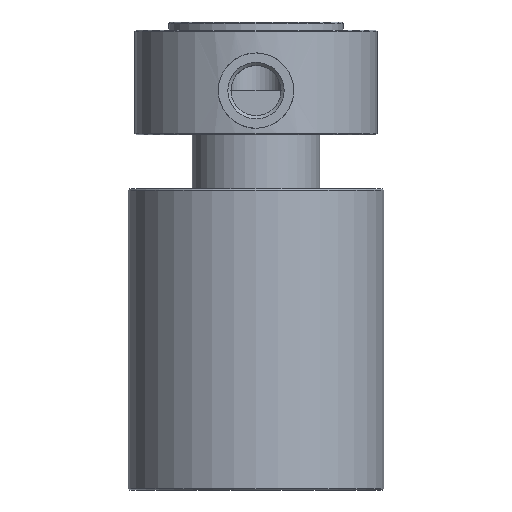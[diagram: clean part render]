
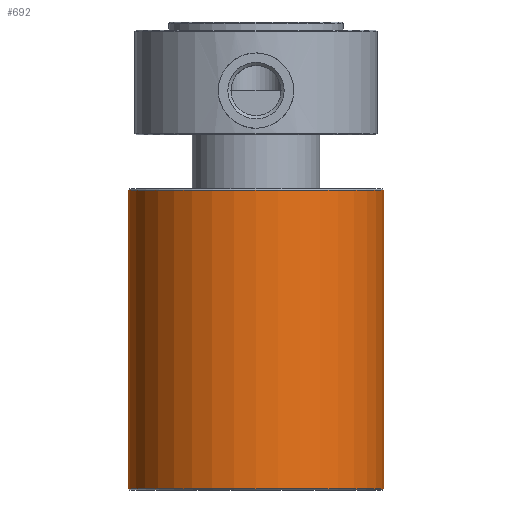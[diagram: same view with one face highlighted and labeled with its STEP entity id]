
A CAD part, left-side view. The second image highlights one B-rep face of the part: STEP entity #692.
In plain terms, the highlighted cylindrical face has radius 47.5 mm (diameter 95 mm), a full revolution.
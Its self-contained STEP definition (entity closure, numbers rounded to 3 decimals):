
#75=B_SPLINE_CURVE_WITH_KNOTS('',3,(#1212,#1213,#1214,#1215,#1216,#1217,
#1218,#1219,#1220,#1221,#1222,#1223,#1224,#1225,#1226,#1227,#1228,#1229,
#1230),.UNSPECIFIED.,.T.,.F.,(1,1,1,1,1,1,1,1,1,1,1,1,1,1,1,1,1,1,1,1,1,
1,1),(-0.017,-0.011,-0.006,0.,0.006,
0.011,0.017,0.022,0.028,
0.033,0.039,0.044,0.05,
0.055,0.061,0.066,0.072,
0.077,0.083,0.088,0.094,
0.099,0.105),.UNSPECIFIED.);
#76=B_SPLINE_CURVE_WITH_KNOTS('',3,(#1232,#1233,#1234,#1235,#1236,#1237,
#1238,#1239,#1240,#1241,#1242,#1243,#1244,#1245,#1246,#1247,#1248,#1249,
#1250),.UNSPECIFIED.,.T.,.F.,(1,1,1,1,1,1,1,1,1,1,1,1,1,1,1,1,1,1,1,1,1,
1,1),(-0.017,-0.011,-0.006,0.,0.006,
0.011,0.017,0.022,0.028,
0.033,0.039,0.044,0.05,
0.055,0.061,0.066,0.072,
0.077,0.083,0.088,0.094,
0.099,0.105),.UNSPECIFIED.);
#91=ORIENTED_EDGE('',*,*,#223,.F.);
#92=ORIENTED_EDGE('',*,*,#224,.T.);
#93=ORIENTED_EDGE('',*,*,#225,.F.);
#94=ORIENTED_EDGE('',*,*,#226,.F.);
#223=EDGE_CURVE('',#288,#288,#353,.T.);
#224=EDGE_CURVE('',#289,#289,#354,.T.);
#225=EDGE_CURVE('',#290,#290,#75,.T.);
#226=EDGE_CURVE('',#291,#291,#76,.T.);
#288=VERTEX_POINT('',#1209);
#289=VERTEX_POINT('',#1211);
#290=VERTEX_POINT('',#1231);
#291=VERTEX_POINT('',#1251);
#353=CIRCLE('',#778,47.5);
#354=CIRCLE('',#779,47.5);
#416=EDGE_LOOP('',(#91));
#417=EDGE_LOOP('',(#92));
#418=EDGE_LOOP('',(#93));
#419=EDGE_LOOP('',(#94));
#542=FACE_BOUND('',#416,.T.);
#543=FACE_BOUND('',#417,.T.);
#544=FACE_BOUND('',#418,.T.);
#545=FACE_BOUND('',#419,.T.);
#667=CYLINDRICAL_SURFACE('',#777,47.5);
#692=ADVANCED_FACE('',(#542,#543,#544,#545),#667,.T.);
#777=AXIS2_PLACEMENT_3D('',#1207,#919,#920);
#778=AXIS2_PLACEMENT_3D('',#1208,#921,#922);
#779=AXIS2_PLACEMENT_3D('',#1210,#923,#924);
#919=DIRECTION('',(0.,0.,-1.));
#920=DIRECTION('',(-1.,0.,0.));
#921=DIRECTION('',(0.,0.,-1.));
#922=DIRECTION('',(-1.,0.,0.));
#923=DIRECTION('',(0.,0.,-1.));
#924=DIRECTION('',(-1.,0.,0.));
#1207=CARTESIAN_POINT('',(0.,0.,-112.));
#1208=CARTESIAN_POINT('',(0.,0.,-111.5));
#1209=CARTESIAN_POINT('',(-47.5,0.,-111.5));
#1210=CARTESIAN_POINT('',(0.,0.,-0.5));
#1211=CARTESIAN_POINT('',(-47.5,0.,-0.5));
#1212=CARTESIAN_POINT('',(47.272,-5.54,-107.754));
#1213=CARTESIAN_POINT('',(47.614,0.003,-108.872));
#1214=CARTESIAN_POINT('',(47.273,5.529,-107.758));
#1215=CARTESIAN_POINT('',(46.459,10.157,-104.649));
#1216=CARTESIAN_POINT('',(45.629,13.257,-100.027));
#1217=CARTESIAN_POINT('',(45.271,14.37,-94.512));
#1218=CARTESIAN_POINT('',(45.627,13.264,-88.983));
#1219=CARTESIAN_POINT('',(46.46,10.152,-84.345));
#1220=CARTESIAN_POINT('',(47.274,5.524,-81.241));
#1221=CARTESIAN_POINT('',(47.613,0.007,-80.131));
#1222=CARTESIAN_POINT('',(47.275,-5.516,-81.237));
#1223=CARTESIAN_POINT('',(46.461,-10.149,-84.342));
#1224=CARTESIAN_POINT('',(45.629,-13.258,-88.97));
#1225=CARTESIAN_POINT('',(45.271,-14.37,-94.496));
#1226=CARTESIAN_POINT('',(45.628,-13.261,-100.02));
#1227=CARTESIAN_POINT('',(46.459,-10.157,-104.648));
#1228=CARTESIAN_POINT('',(47.272,-5.54,-107.754));
#1229=CARTESIAN_POINT('',(47.614,0.003,-108.872));
#1230=CARTESIAN_POINT('',(47.273,5.529,-107.758));
#1231=CARTESIAN_POINT('',(47.5,0.,-108.5));
#1232=CARTESIAN_POINT('',(47.272,-5.54,-75.754));
#1233=CARTESIAN_POINT('',(47.614,0.003,-76.872));
#1234=CARTESIAN_POINT('',(47.273,5.529,-75.758));
#1235=CARTESIAN_POINT('',(46.459,10.157,-72.649));
#1236=CARTESIAN_POINT('',(45.629,13.257,-68.027));
#1237=CARTESIAN_POINT('',(45.271,14.37,-62.512));
#1238=CARTESIAN_POINT('',(45.627,13.264,-56.983));
#1239=CARTESIAN_POINT('',(46.46,10.152,-52.345));
#1240=CARTESIAN_POINT('',(47.274,5.524,-49.241));
#1241=CARTESIAN_POINT('',(47.613,0.007,-48.131));
#1242=CARTESIAN_POINT('',(47.275,-5.516,-49.237));
#1243=CARTESIAN_POINT('',(46.461,-10.149,-52.342));
#1244=CARTESIAN_POINT('',(45.629,-13.258,-56.97));
#1245=CARTESIAN_POINT('',(45.271,-14.37,-62.496));
#1246=CARTESIAN_POINT('',(45.628,-13.261,-68.02));
#1247=CARTESIAN_POINT('',(46.459,-10.157,-72.648));
#1248=CARTESIAN_POINT('',(47.272,-5.54,-75.754));
#1249=CARTESIAN_POINT('',(47.614,0.003,-76.872));
#1250=CARTESIAN_POINT('',(47.273,5.529,-75.758));
#1251=CARTESIAN_POINT('',(47.5,0.,-76.5));
